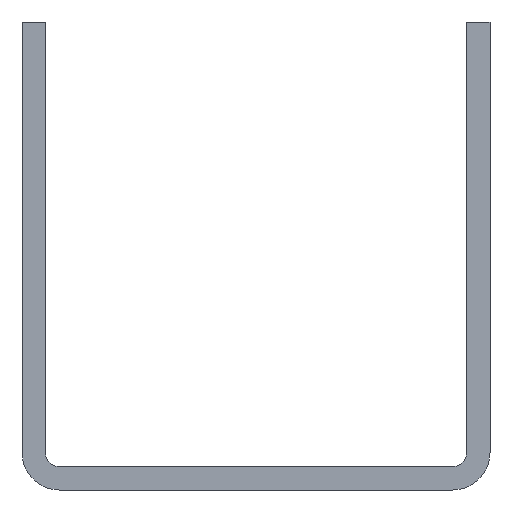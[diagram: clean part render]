
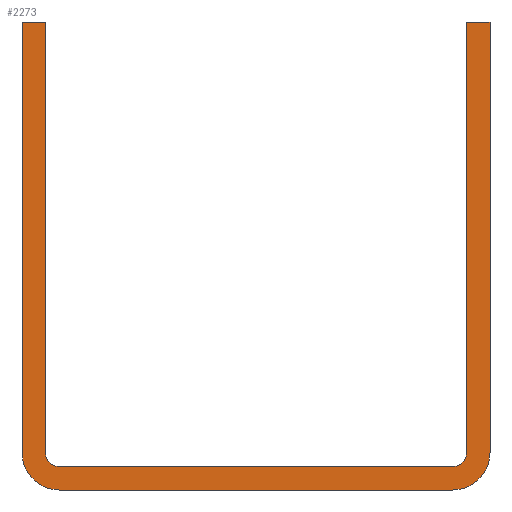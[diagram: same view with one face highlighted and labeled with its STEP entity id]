
A CAD part, front view. The second image highlights one B-rep face of the part: STEP entity #2273.
In plain terms, the highlighted planar face has unit normal (0, -1, 0).
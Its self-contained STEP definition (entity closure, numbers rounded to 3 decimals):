
#2=DIRECTION('',(0.,0.,-1.));
#3=VECTOR('',#2,46.);
#4=CARTESIAN_POINT('',(25.,0.,25.));
#5=LINE('',#4,#3);
#6=CARTESIAN_POINT('',(21.,0.,-21.));
#7=DIRECTION('',(0.,1.,0.));
#8=DIRECTION('',(1.,0.,0.));
#9=AXIS2_PLACEMENT_3D('',#6,#7,#8);
#11=DIRECTION('',(-1.,0.,0.));
#12=VECTOR('',#11,42.);
#13=CARTESIAN_POINT('',(21.,0.,-25.));
#14=LINE('',#13,#12);
#15=CARTESIAN_POINT('',(-21.,0.,-21.));
#16=DIRECTION('',(0.,1.,0.));
#17=DIRECTION('',(0.,0.,-1.));
#18=AXIS2_PLACEMENT_3D('',#15,#16,#17);
#20=DIRECTION('',(0.,0.,1.));
#21=VECTOR('',#20,46.);
#22=CARTESIAN_POINT('',(-25.,0.,-21.));
#23=LINE('',#22,#21);
#24=DIRECTION('',(1.,0.,0.));
#25=VECTOR('',#24,2.5);
#26=CARTESIAN_POINT('',(-25.,0.,25.));
#27=LINE('',#26,#25);
#28=DIRECTION('',(0.,0.,-1.));
#29=VECTOR('',#28,46.);
#30=CARTESIAN_POINT('',(-22.5,0.,25.));
#31=LINE('',#30,#29);
#32=CARTESIAN_POINT('',(-21.,0.,-21.));
#33=DIRECTION('',(0.,-1.,0.));
#34=DIRECTION('',(-1.,0.,0.));
#35=AXIS2_PLACEMENT_3D('',#32,#33,#34);
#37=DIRECTION('',(1.,0.,0.));
#38=VECTOR('',#37,42.);
#39=CARTESIAN_POINT('',(-21.,0.,-22.5));
#40=LINE('',#39,#38);
#41=CARTESIAN_POINT('',(21.,0.,-21.));
#42=DIRECTION('',(0.,-1.,0.));
#43=DIRECTION('',(0.,0.,-1.));
#44=AXIS2_PLACEMENT_3D('',#41,#42,#43);
#46=DIRECTION('',(0.,0.,1.));
#47=VECTOR('',#46,46.);
#48=CARTESIAN_POINT('',(22.5,0.,-21.));
#49=LINE('',#48,#47);
#50=DIRECTION('',(1.,0.,0.));
#51=VECTOR('',#50,2.5);
#52=CARTESIAN_POINT('',(22.5,0.,25.));
#53=LINE('',#52,#51);
#1714=CARTESIAN_POINT('',(25.,0.,25.));
#1715=CARTESIAN_POINT('',(25.,0.,-21.));
#1716=VERTEX_POINT('',#1714);
#1717=VERTEX_POINT('',#1715);
#1718=CARTESIAN_POINT('',(21.,0.,-25.));
#1719=VERTEX_POINT('',#1718);
#1720=CARTESIAN_POINT('',(-21.,0.,-25.));
#1721=VERTEX_POINT('',#1720);
#1722=CARTESIAN_POINT('',(-25.,0.,-21.));
#1723=VERTEX_POINT('',#1722);
#1724=CARTESIAN_POINT('',(-25.,0.,25.));
#1725=VERTEX_POINT('',#1724);
#1726=CARTESIAN_POINT('',(-22.5,0.,25.));
#1727=VERTEX_POINT('',#1726);
#1728=CARTESIAN_POINT('',(-22.5,0.,-21.));
#1729=VERTEX_POINT('',#1728);
#1730=CARTESIAN_POINT('',(-21.,0.,-22.5));
#1731=VERTEX_POINT('',#1730);
#1732=CARTESIAN_POINT('',(21.,0.,-22.5));
#1733=VERTEX_POINT('',#1732);
#1734=CARTESIAN_POINT('',(22.5,0.,-21.));
#1735=VERTEX_POINT('',#1734);
#1736=CARTESIAN_POINT('',(22.5,0.,25.));
#1737=VERTEX_POINT('',#1736);
#2242=CARTESIAN_POINT('',(0.,0.,0.));
#2243=DIRECTION('',(0.,1.,0.));
#2244=DIRECTION('',(1.,0.,0.));
#2245=AXIS2_PLACEMENT_3D('',#2242,#2243,#2244);
#2246=PLANE('',#2245);
#2248=ORIENTED_EDGE('',*,*,#2247,.T.);
#2250=ORIENTED_EDGE('',*,*,#2249,.T.);
#2252=ORIENTED_EDGE('',*,*,#2251,.T.);
#2254=ORIENTED_EDGE('',*,*,#2253,.T.);
#2256=ORIENTED_EDGE('',*,*,#2255,.T.);
#2258=ORIENTED_EDGE('',*,*,#2257,.T.);
#2260=ORIENTED_EDGE('',*,*,#2259,.T.);
#2262=ORIENTED_EDGE('',*,*,#2261,.T.);
#2264=ORIENTED_EDGE('',*,*,#2263,.T.);
#2266=ORIENTED_EDGE('',*,*,#2265,.T.);
#2268=ORIENTED_EDGE('',*,*,#2267,.T.);
#2270=ORIENTED_EDGE('',*,*,#2269,.T.);
#2271=EDGE_LOOP('',(#2248,#2250,#2252,#2254,#2256,#2258,#2260,#2262,#2264,#2266,
#2268,#2270));
#2272=FACE_OUTER_BOUND('',#2271,.F.);
#2273=ADVANCED_FACE('',(#2272),#2246,.F.);
#10=CIRCLE('',#9,4.);
#19=CIRCLE('',#18,4.);
#36=CIRCLE('',#35,1.5);
#45=CIRCLE('',#44,1.5);
#2247=EDGE_CURVE('',#1716,#1717,#5,.T.);
#2249=EDGE_CURVE('',#1717,#1719,#10,.T.);
#2251=EDGE_CURVE('',#1719,#1721,#14,.T.);
#2253=EDGE_CURVE('',#1721,#1723,#19,.T.);
#2255=EDGE_CURVE('',#1723,#1725,#23,.T.);
#2257=EDGE_CURVE('',#1725,#1727,#27,.T.);
#2259=EDGE_CURVE('',#1727,#1729,#31,.T.);
#2261=EDGE_CURVE('',#1729,#1731,#36,.T.);
#2263=EDGE_CURVE('',#1731,#1733,#40,.T.);
#2265=EDGE_CURVE('',#1733,#1735,#45,.T.);
#2267=EDGE_CURVE('',#1735,#1737,#49,.T.);
#2269=EDGE_CURVE('',#1737,#1716,#53,.T.);
